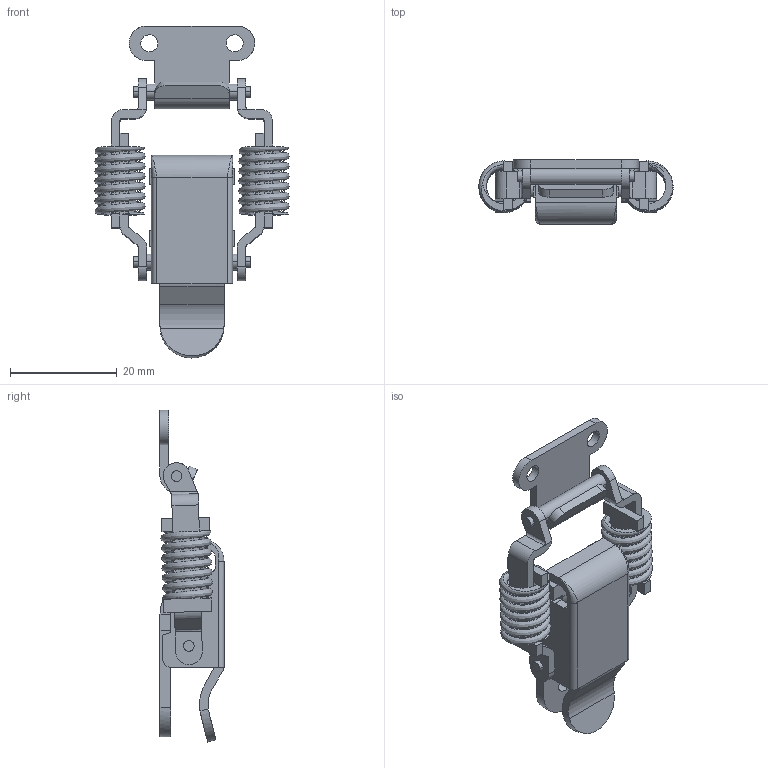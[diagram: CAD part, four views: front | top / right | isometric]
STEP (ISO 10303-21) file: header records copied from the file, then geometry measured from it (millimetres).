
FILE_DESCRIPTION((''),'2;1');
FILE_NAME('','2013-02-25T12:03:55',(''),(''),'','CADfix','');
FILE_SCHEMA(('AUTOMOTIVE_DESIGN { 1 0 10303 214 1 1 1 1 }'));
Length unit declared in the file: millimetre
Bounding box: 36.4 x 12 x 62.25 mm (x, y, z)
Volume: 4600.2 mm3; surface area: 7808.9 mm2
Topology: 11 solids, 11 shells, 277 faces, 781 edges, 528 vertices
Faces by surface type: bspline 277
Entity records: 15117 total; most frequent: CARTESIAN_POINT 10575, ORIENTED_EDGE 1558, EDGE_CURVE 779, VERTEX_POINT 528, QUASI_UNIFORM_CURVE 423, EDGE_LOOP 301, FACE_OUTER_BOUND 277, ADVANCED_FACE 277
